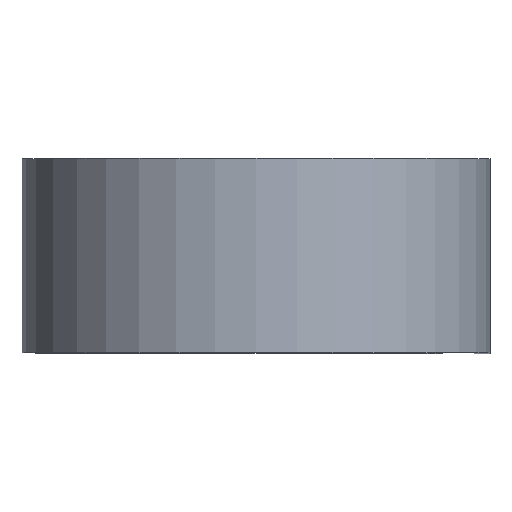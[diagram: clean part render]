
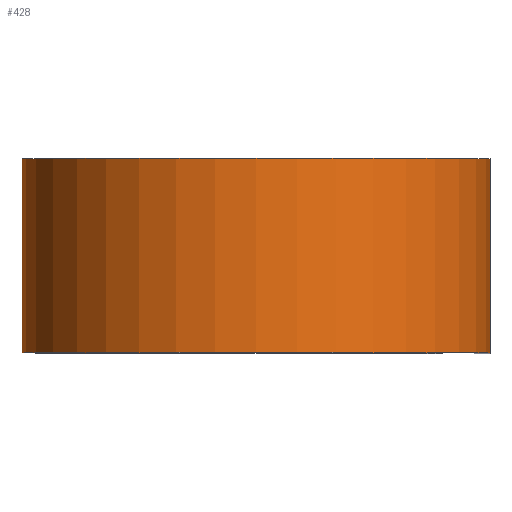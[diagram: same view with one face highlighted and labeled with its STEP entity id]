
A CAD part, top view. The second image highlights one B-rep face of the part: STEP entity #428.
In plain terms, the highlighted cylindrical face has radius 22.949 mm (diameter 45.898 mm), a partial arc.
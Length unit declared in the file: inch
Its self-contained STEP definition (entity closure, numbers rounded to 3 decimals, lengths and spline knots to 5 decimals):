
#1 = ORIENTED_EDGE ( 'NONE', *, *, #451, .F. ) ;
#11 = DIRECTION ( 'NONE',  ( 1., 0., 0. ) ) ;
#29 = DIRECTION ( 'NONE',  ( 1., 0., 0. ) ) ;
#66 = CARTESIAN_POINT ( 'NONE',  ( 0., -0.375, -0.9035 ) ) ;
#92 = VERTEX_POINT ( 'NONE', #180 ) ;
#114 = DIRECTION ( 'NONE',  ( 0., 1., 0. ) ) ;
#140 = CARTESIAN_POINT ( 'NONE',  ( 0., 0.375, -0.9035 ) ) ;
#145 = DIRECTION ( 'NONE',  ( 0., -1., 0. ) ) ;
#180 = CARTESIAN_POINT ( 'NONE',  ( 0.9035, 0.375, 0. ) ) ;
#181 = AXIS2_PLACEMENT_3D ( 'NONE', #596, #114, #29 ) ;
#230 = EDGE_CURVE ( 'NONE', #605, #633, #492, .T. ) ;
#236 = CARTESIAN_POINT ( 'NONE',  ( 0.9035, 0.375, 0. ) ) ;
#243 = DIRECTION ( 'NONE',  ( 0., -1., 0. ) ) ;
#271 = CYLINDRICAL_SURFACE ( 'NONE', #371, 0.9035 ) ;
#281 = FACE_OUTER_BOUND ( 'NONE', #408, .T. ) ;
#283 = CIRCLE ( 'NONE', #181, 0.9035 ) ;
#303 = EDGE_CURVE ( 'NONE', #446, #605, #458, .T. ) ;
#322 = ORIENTED_EDGE ( 'NONE', *, *, #303, .T. ) ;
#334 = ORIENTED_EDGE ( 'NONE', *, *, #230, .T. ) ;
#371 = AXIS2_PLACEMENT_3D ( 'NONE', #522, #510, #519 ) ;
#390 = CARTESIAN_POINT ( 'NONE',  ( 0.9035, -0.375, 0. ) ) ;
#408 = EDGE_LOOP ( 'NONE', ( #334, #515, #1, #322 ) ) ;
#428 = ADVANCED_FACE ( 'NONE', ( #281 ), #271, .T. ) ;
#446 = VERTEX_POINT ( 'NONE', #534 ) ;
#450 = VECTOR ( 'NONE', #145, 39.37008 ) ;
#451 = EDGE_CURVE ( 'NONE', #446, #92, #283, .T. ) ;
#458 = LINE ( 'NONE', #140, #450 ) ;
#492 = CIRCLE ( 'NONE', #528, 0.9035 ) ;
#502 = LINE ( 'NONE', #236, #507 ) ;
#507 = VECTOR ( 'NONE', #243, 39.37008 ) ;
#510 = DIRECTION ( 'NONE',  ( 0., -1., 0. ) ) ;
#511 = CARTESIAN_POINT ( 'NONE',  ( 0., -0.375, 0. ) ) ;
#513 = DIRECTION ( 'NONE',  ( 0., 1., 0. ) ) ;
#515 = ORIENTED_EDGE ( 'NONE', *, *, #616, .F. ) ;
#519 = DIRECTION ( 'NONE',  ( 0., 0., -1. ) ) ;
#522 = CARTESIAN_POINT ( 'NONE',  ( 0., 0.375, 0. ) ) ;
#528 = AXIS2_PLACEMENT_3D ( 'NONE', #511, #513, #11 ) ;
#534 = CARTESIAN_POINT ( 'NONE',  ( 0., 0.375, -0.9035 ) ) ;
#596 = CARTESIAN_POINT ( 'NONE',  ( 0., 0.375, 0. ) ) ;
#605 = VERTEX_POINT ( 'NONE', #66 ) ;
#616 = EDGE_CURVE ( 'NONE', #92, #633, #502, .T. ) ;
#633 = VERTEX_POINT ( 'NONE', #390 ) ;
